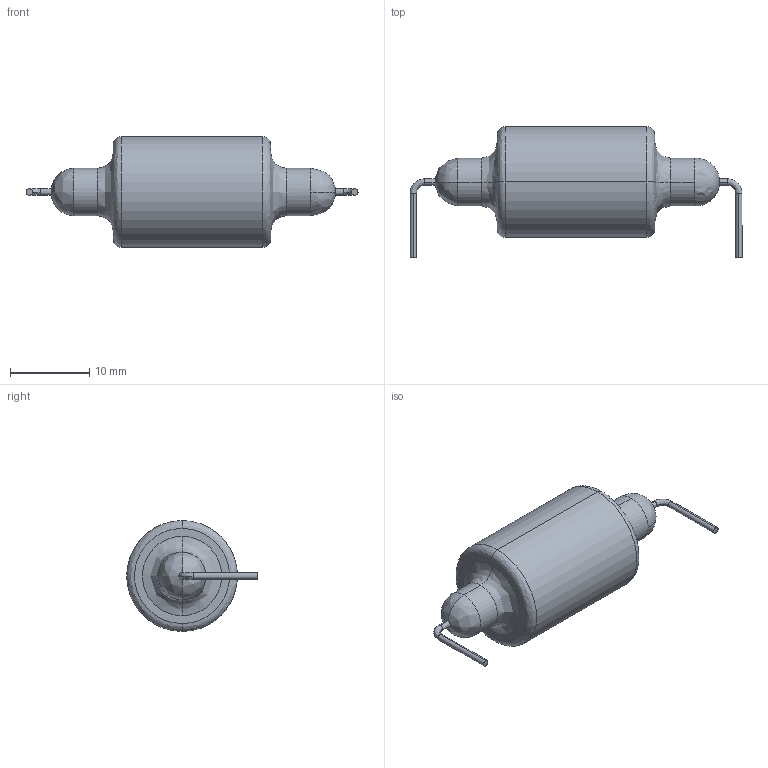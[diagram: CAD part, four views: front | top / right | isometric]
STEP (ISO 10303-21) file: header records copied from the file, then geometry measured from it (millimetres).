
FILE_DESCRIPTION (( 'STEP AP214' ), '1' );
FILE_NAME ('User Library-IHA-105.STEP', '2020-10-06T12:29:39', ( '' ), ( '' ), 'SwSTEP 2.0', 'SolidWorks 2020', '' );
FILE_SCHEMA (( 'AUTOMOTIVE_DESIGN' ));
Length unit declared in the file: millimetre
Products named in the file (1): User Library-IHA-105
Bounding box: 41.84 x 16.47 x 13.97 mm (x, y, z)
Volume: 3470.5 mm3; surface area: 1414.8 mm2
Topology: 1 solids, 1 shells, 34 faces, 84 edges, 50 vertices
Faces by surface type: bspline 16, cylinder 14, plane 4
Entity records: 1492 total; most frequent: CARTESIAN_POINT 553, DIRECTION 168, ORIENTED_EDGE 160, EDGE_CURVE 80, AXIS2_PLACEMENT_3D 77, CIRCLE 58, VERTEX_POINT 50, EDGE_LOOP 36
